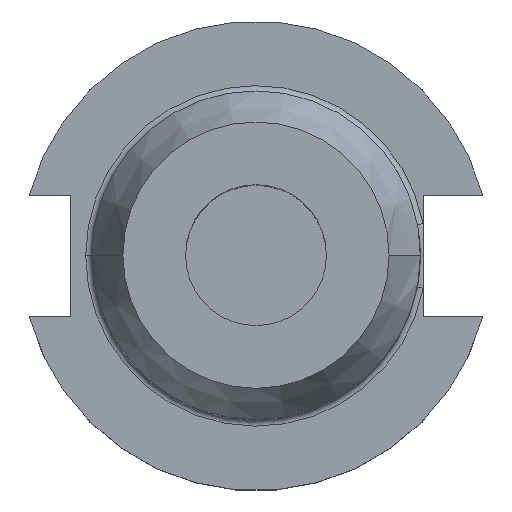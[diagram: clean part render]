
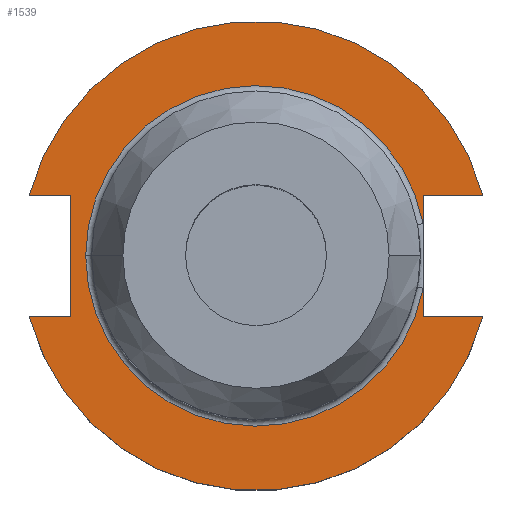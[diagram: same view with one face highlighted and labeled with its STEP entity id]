
A CAD part, top view. The second image highlights one B-rep face of the part: STEP entity #1539.
In plain terms, the highlighted planar face has unit normal (0, 0, 1).
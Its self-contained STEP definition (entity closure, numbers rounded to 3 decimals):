
#6 = VERTEX_POINT ( 'NONE', #1370 ) ;
#7 = DIRECTION ( 'NONE',  ( -1., 0., 0. ) ) ;
#29 = EDGE_LOOP ( 'NONE', ( #769, #440, #659, #1141, #420, #942, #74, #1147, #155, #295, #739 ) ) ;
#62 = LINE ( 'NONE', #436, #1358 ) ;
#74 = ORIENTED_EDGE ( 'NONE', *, *, #647, .T. ) ;
#90 = DIRECTION ( 'NONE',  ( 1., 0., 0. ) ) ;
#102 = VERTEX_POINT ( 'NONE', #1584 ) ;
#107 = VERTEX_POINT ( 'NONE', #592 ) ;
#110 = EDGE_CURVE ( 'NONE', #669, #1440, #457, .T. ) ;
#120 = VECTOR ( 'NONE', #461, 1000. ) ;
#132 = DIRECTION ( 'NONE',  ( 0., 0., 1. ) ) ;
#149 = AXIS2_PLACEMENT_3D ( 'NONE', #151, #1290, #535 ) ;
#151 = CARTESIAN_POINT ( 'NONE',  ( 0., 22.225, 19.05 ) ) ;
#155 = ORIENTED_EDGE ( 'NONE', *, *, #110, .F. ) ;
#162 = DIRECTION ( 'NONE',  ( 0., 0., 1. ) ) ;
#203 = AXIS2_PLACEMENT_3D ( 'NONE', #920, #162, #1042 ) ;
#225 = EDGE_CURVE ( 'NONE', #102, #505, #1457, .T. ) ;
#228 = VECTOR ( 'NONE', #1502, 1000. ) ;
#251 = VERTEX_POINT ( 'NONE', #1013 ) ;
#263 = AXIS2_PLACEMENT_3D ( 'NONE', #1342, #355, #730 ) ;
#295 = ORIENTED_EDGE ( 'NONE', *, *, #836, .T. ) ;
#336 = DIRECTION ( 'NONE',  ( 1., 0., 0. ) ) ;
#339 = EDGE_CURVE ( 'NONE', #251, #1185, #600, .T. ) ;
#344 = VECTOR ( 'NONE', #993, 1000. ) ;
#346 = CARTESIAN_POINT ( 'NONE',  ( -30.675, -8.191, 19.05 ) ) ;
#355 = DIRECTION ( 'NONE',  ( 0., 0., -1. ) ) ;
#373 = EDGE_CURVE ( 'NONE', #1185, #107, #1508, .T. ) ;
#418 = LINE ( 'NONE', #543, #754 ) ;
#420 = ORIENTED_EDGE ( 'NONE', *, *, #1352, .F. ) ;
#436 = CARTESIAN_POINT ( 'NONE',  ( -61.091, 8.191, 19.05 ) ) ;
#440 = ORIENTED_EDGE ( 'NONE', *, *, #339, .T. ) ;
#442 = CARTESIAN_POINT ( 'NONE',  ( 0., -8.191, 19.05 ) ) ;
#443 = AXIS2_PLACEMENT_3D ( 'NONE', #1499, #760, #7 ) ;
#457 = LINE ( 'NONE', #716, #120 ) ;
#461 = DIRECTION ( 'NONE',  ( 1., 0., 0. ) ) ;
#486 = CARTESIAN_POINT ( 'NONE',  ( 0., 8.191, 19.05 ) ) ;
#505 = VERTEX_POINT ( 'NONE', #653 ) ;
#535 = DIRECTION ( 'NONE',  ( -1., 0., 0. ) ) ;
#543 = CARTESIAN_POINT ( 'NONE',  ( 22.606, 22.225, 19.05 ) ) ;
#592 = CARTESIAN_POINT ( 'NONE',  ( 22.606, 4.373, 19.05 ) ) ;
#600 = CIRCLE ( 'NONE', #263, 23.025 ) ;
#607 = VECTOR ( 'NONE', #1103, 1000. ) ;
#620 = EDGE_CURVE ( 'NONE', #1455, #1061, #1075, .T. ) ;
#629 = CARTESIAN_POINT ( 'NONE',  ( -25.091, -8.191, 19.05 ) ) ;
#636 = CARTESIAN_POINT ( 'NONE',  ( 22.606, 22.225, 19.05 ) ) ;
#647 = EDGE_CURVE ( 'NONE', #505, #6, #62, .T. ) ;
#653 = CARTESIAN_POINT ( 'NONE',  ( -30.675, 8.191, 19.05 ) ) ;
#659 = ORIENTED_EDGE ( 'NONE', *, *, #373, .T. ) ;
#669 = VERTEX_POINT ( 'NONE', #346 ) ;
#685 = LINE ( 'NONE', #486, #344 ) ;
#697 = CARTESIAN_POINT ( 'NONE',  ( -23.025, 0., 19.05 ) ) ;
#716 = CARTESIAN_POINT ( 'NONE',  ( -61.091, -8.191, 19.05 ) ) ;
#730 = DIRECTION ( 'NONE',  ( -1., 0., 0. ) ) ;
#733 = VECTOR ( 'NONE', #336, 1000. ) ;
#739 = ORIENTED_EDGE ( 'NONE', *, *, #620, .F. ) ;
#754 = VECTOR ( 'NONE', #791, 1000. ) ;
#758 = CARTESIAN_POINT ( 'NONE',  ( 22.606, -8.191, 19.05 ) ) ;
#760 = DIRECTION ( 'NONE',  ( 0., 0., -1. ) ) ;
#769 = ORIENTED_EDGE ( 'NONE', *, *, #1465, .T. ) ;
#778 = PLANE ( 'NONE',  #149 ) ;
#791 = DIRECTION ( 'NONE',  ( 0., 1., 0. ) ) ;
#836 = EDGE_CURVE ( 'NONE', #669, #1061, #1091, .T. ) ;
#855 = EDGE_CURVE ( 'NONE', #107, #1008, #418, .T. ) ;
#885 = CARTESIAN_POINT ( 'NONE',  ( 0., 0., 19.05 ) ) ;
#920 = CARTESIAN_POINT ( 'NONE',  ( 0., 0., 19.05 ) ) ;
#942 = ORIENTED_EDGE ( 'NONE', *, *, #225, .T. ) ;
#962 = CARTESIAN_POINT ( 'NONE',  ( 30.675, -8.191, 19.05 ) ) ;
#993 = DIRECTION ( 'NONE',  ( -1., 0., 0. ) ) ;
#1008 = VERTEX_POINT ( 'NONE', #1202 ) ;
#1013 = CARTESIAN_POINT ( 'NONE',  ( 22.606, -4.373, 19.05 ) ) ;
#1019 = LINE ( 'NONE', #636, #228 ) ;
#1042 = DIRECTION ( 'NONE',  ( 1., 0., 0. ) ) ;
#1061 = VERTEX_POINT ( 'NONE', #962 ) ;
#1075 = LINE ( 'NONE', #442, #733 ) ;
#1091 = CIRCLE ( 'NONE', #203, 31.75 ) ;
#1103 = DIRECTION ( 'NONE',  ( 0., -1., 0. ) ) ;
#1141 = ORIENTED_EDGE ( 'NONE', *, *, #855, .T. ) ;
#1143 = AXIS2_PLACEMENT_3D ( 'NONE', #885, #132, #1261 ) ;
#1147 = ORIENTED_EDGE ( 'NONE', *, *, #1158, .T. ) ;
#1158 = EDGE_CURVE ( 'NONE', #6, #1440, #1273, .T. ) ;
#1185 = VERTEX_POINT ( 'NONE', #697 ) ;
#1202 = CARTESIAN_POINT ( 'NONE',  ( 22.606, 8.191, 19.05 ) ) ;
#1261 = DIRECTION ( 'NONE',  ( 1., 0., 0. ) ) ;
#1273 = LINE ( 'NONE', #1585, #607 ) ;
#1290 = DIRECTION ( 'NONE',  ( 0., 0., -1. ) ) ;
#1342 = CARTESIAN_POINT ( 'NONE',  ( 0., 0., 19.05 ) ) ;
#1352 = EDGE_CURVE ( 'NONE', #102, #1008, #685, .T. ) ;
#1358 = VECTOR ( 'NONE', #90, 1000. ) ;
#1370 = CARTESIAN_POINT ( 'NONE',  ( -25.091, 8.191, 19.05 ) ) ;
#1440 = VERTEX_POINT ( 'NONE', #629 ) ;
#1449 = FACE_OUTER_BOUND ( 'NONE', #29, .T. ) ;
#1455 = VERTEX_POINT ( 'NONE', #758 ) ;
#1457 = CIRCLE ( 'NONE', #1143, 31.75 ) ;
#1465 = EDGE_CURVE ( 'NONE', #1455, #251, #1019, .T. ) ;
#1499 = CARTESIAN_POINT ( 'NONE',  ( 0., 0., 19.05 ) ) ;
#1502 = DIRECTION ( 'NONE',  ( 0., 1., 0. ) ) ;
#1508 = CIRCLE ( 'NONE', #443, 23.025 ) ;
#1539 = ADVANCED_FACE ( 'NONE', ( #1449 ), #778, .F. ) ;
#1584 = CARTESIAN_POINT ( 'NONE',  ( 30.675, 8.191, 19.05 ) ) ;
#1585 = CARTESIAN_POINT ( 'NONE',  ( -25.091, 8.191, 19.05 ) ) ;
